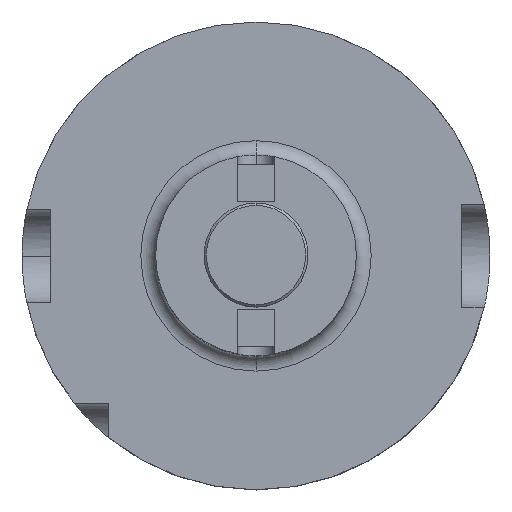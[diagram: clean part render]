
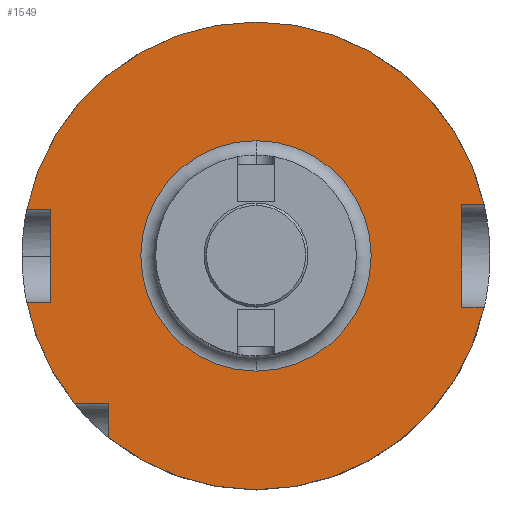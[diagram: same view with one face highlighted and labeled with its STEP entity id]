
A CAD part, top view. The second image highlights one B-rep face of the part: STEP entity #1549.
In plain terms, the highlighted planar face has unit normal (0, 0, 1).
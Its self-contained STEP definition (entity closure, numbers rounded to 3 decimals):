
#5 = FACE_BOUND ( 'NONE', #1884, .T. ) ;
#48 = FACE_OUTER_BOUND ( 'NONE', #1181, .T. ) ;
#89 = AXIS2_PLACEMENT_3D ( 'NONE', #1423, #324, #3119 ) ;
#99 = CIRCLE ( 'NONE', #1449, 50. ) ;
#127 = AXIS2_PLACEMENT_3D ( 'NONE', #2872, #737, #1822 ) ;
#157 = CARTESIAN_POINT ( 'NONE',  ( 48.775, 11., 29. ) ) ;
#245 = AXIS2_PLACEMENT_3D ( 'NONE', #662, #3186, #640 ) ;
#268 = VECTOR ( 'NONE', #2612, 1000. ) ;
#269 = EDGE_CURVE ( 'NONE', #3280, #3271, #2179, .T. ) ;
#291 = DIRECTION ( 'NONE',  ( 0., 0., -1. ) ) ;
#300 = ORIENTED_EDGE ( 'NONE', *, *, #1094, .F. ) ;
#310 = ORIENTED_EDGE ( 'NONE', *, *, #2659, .F. ) ;
#322 = VERTEX_POINT ( 'NONE', #1156 ) ;
#324 = DIRECTION ( 'NONE',  ( 0., 0., -1. ) ) ;
#328 = CARTESIAN_POINT ( 'NONE',  ( 0., 11., 29. ) ) ;
#337 = CIRCLE ( 'NONE', #127, 50. ) ;
#343 = EDGE_CURVE ( 'NONE', #2327, #1418, #99, .T. ) ;
#462 = CARTESIAN_POINT ( 'NONE',  ( 0., 0., 29. ) ) ;
#473 = ORIENTED_EDGE ( 'NONE', *, *, #1859, .F. ) ;
#509 = CARTESIAN_POINT ( 'NONE',  ( 0., 10., 29. ) ) ;
#510 = DIRECTION ( 'NONE',  ( 0., -1., 0. ) ) ;
#548 = CARTESIAN_POINT ( 'NONE',  ( 48.775, -11., 29. ) ) ;
#555 = EDGE_CURVE ( 'NONE', #963, #1838, #2636, .T. ) ;
#563 = DIRECTION ( 'NONE',  ( 1., 0., 0. ) ) ;
#622 = CARTESIAN_POINT ( 'NONE',  ( 44., -11., 29. ) ) ;
#640 = DIRECTION ( 'NONE',  ( 0., -1., 0. ) ) ;
#645 = AXIS2_PLACEMENT_3D ( 'NONE', #462, #2423, #1567 ) ;
#662 = CARTESIAN_POINT ( 'NONE',  ( 0., 0., 29. ) ) ;
#686 = VERTEX_POINT ( 'NONE', #897 ) ;
#737 = DIRECTION ( 'NONE',  ( 0., 0., -1. ) ) ;
#762 = VECTOR ( 'NONE', #3564, 1000. ) ;
#799 = CIRCLE ( 'NONE', #89, 50. ) ;
#815 = CARTESIAN_POINT ( 'NONE',  ( -38.83, -31.5, 29. ) ) ;
#846 = EDGE_CURVE ( 'NONE', #1310, #1397, #3215, .T. ) ;
#857 = DIRECTION ( 'NONE',  ( 0., 0., -1. ) ) ;
#858 = CARTESIAN_POINT ( 'NONE',  ( 0., -24.633, 29. ) ) ;
#889 = EDGE_CURVE ( 'NONE', #3131, #1199, #2452, .T. ) ;
#897 = CARTESIAN_POINT ( 'NONE',  ( 44., -11., 29. ) ) ;
#901 = CARTESIAN_POINT ( 'NONE',  ( 0., -31.5, 29. ) ) ;
#963 = VERTEX_POINT ( 'NONE', #3217 ) ;
#976 = CIRCLE ( 'NONE', #645, 50. ) ;
#1007 = ORIENTED_EDGE ( 'NONE', *, *, #269, .T. ) ;
#1068 = ORIENTED_EDGE ( 'NONE', *, *, #1665, .F. ) ;
#1094 = EDGE_CURVE ( 'NONE', #1838, #2168, #976, .T. ) ;
#1107 = DIRECTION ( 'NONE',  ( -1., 0., 0. ) ) ;
#1140 = LINE ( 'NONE', #3379, #1674 ) ;
#1156 = CARTESIAN_POINT ( 'NONE',  ( -48.99, -10., 29. ) ) ;
#1166 = EDGE_CURVE ( 'NONE', #1199, #3131, #2180, .T. ) ;
#1181 = EDGE_LOOP ( 'NONE', ( #3247, #2218, #2924, #3504, #473, #1007, #310, #300, #2108, #1545, #1068, #2006 ) ) ;
#1199 = VERTEX_POINT ( 'NONE', #858 ) ;
#1200 = CARTESIAN_POINT ( 'NONE',  ( 0., 24.633, 29. ) ) ;
#1310 = VERTEX_POINT ( 'NONE', #3518 ) ;
#1373 = VECTOR ( 'NONE', #563, 1000. ) ;
#1397 = VERTEX_POINT ( 'NONE', #815 ) ;
#1418 = VERTEX_POINT ( 'NONE', #2766 ) ;
#1423 = CARTESIAN_POINT ( 'NONE',  ( 0., 0., 29. ) ) ;
#1442 = CARTESIAN_POINT ( 'NONE',  ( 0., 0., 29. ) ) ;
#1449 = AXIS2_PLACEMENT_3D ( 'NONE', #1442, #857, #2239 ) ;
#1479 = VECTOR ( 'NONE', #1107, 1000. ) ;
#1491 = PLANE ( 'NONE',  #1587 ) ;
#1502 = LINE ( 'NONE', #2413, #762 ) ;
#1545 = ORIENTED_EDGE ( 'NONE', *, *, #2972, .T. ) ;
#1549 = ADVANCED_FACE ( 'NONE', ( #5, #48 ), #1491, .T. ) ;
#1567 = DIRECTION ( 'NONE',  ( 0., 1., 0. ) ) ;
#1587 = AXIS2_PLACEMENT_3D ( 'NONE', #2940, #3484, #1781 ) ;
#1638 = CARTESIAN_POINT ( 'NONE',  ( 0., 50., 29. ) ) ;
#1665 = EDGE_CURVE ( 'NONE', #322, #1881, #1502, .T. ) ;
#1674 = VECTOR ( 'NONE', #1693, 1000. ) ;
#1685 = DIRECTION ( 'NONE',  ( 0., -1., 0. ) ) ;
#1693 = DIRECTION ( 'NONE',  ( 0., 1., 0. ) ) ;
#1735 = CARTESIAN_POINT ( 'NONE',  ( -44., -10., 29. ) ) ;
#1781 = DIRECTION ( 'NONE',  ( 0., -1., 0. ) ) ;
#1822 = DIRECTION ( 'NONE',  ( 0., 1., 0. ) ) ;
#1838 = VERTEX_POINT ( 'NONE', #3373 ) ;
#1859 = EDGE_CURVE ( 'NONE', #3280, #686, #2948, .T. ) ;
#1881 = VERTEX_POINT ( 'NONE', #1735 ) ;
#1884 = EDGE_LOOP ( 'NONE', ( #2942, #2859 ) ) ;
#1951 = CARTESIAN_POINT ( 'NONE',  ( 0., 0., 29. ) ) ;
#1952 = CARTESIAN_POINT ( 'NONE',  ( 0., -11., 29. ) ) ;
#2006 = ORIENTED_EDGE ( 'NONE', *, *, #2460, .F. ) ;
#2034 = EDGE_CURVE ( 'NONE', #1418, #1310, #1140, .T. ) ;
#2108 = ORIENTED_EDGE ( 'NONE', *, *, #555, .F. ) ;
#2168 = VERTEX_POINT ( 'NONE', #1638 ) ;
#2179 = LINE ( 'NONE', #328, #1373 ) ;
#2180 = CIRCLE ( 'NONE', #3481, 24.633 ) ;
#2204 = LINE ( 'NONE', #2232, #2967 ) ;
#2218 = ORIENTED_EDGE ( 'NONE', *, *, #2034, .F. ) ;
#2232 = CARTESIAN_POINT ( 'NONE',  ( -44., -10., 29. ) ) ;
#2239 = DIRECTION ( 'NONE',  ( 0., 1., 0. ) ) ;
#2327 = VERTEX_POINT ( 'NONE', #548 ) ;
#2413 = CARTESIAN_POINT ( 'NONE',  ( 0., -10., 29. ) ) ;
#2423 = DIRECTION ( 'NONE',  ( 0., 0., -1. ) ) ;
#2452 = CIRCLE ( 'NONE', #245, 24.633 ) ;
#2460 = EDGE_CURVE ( 'NONE', #1397, #322, #799, .T. ) ;
#2612 = DIRECTION ( 'NONE',  ( -1., 0., 0. ) ) ;
#2636 = LINE ( 'NONE', #509, #3569 ) ;
#2659 = EDGE_CURVE ( 'NONE', #2168, #3271, #337, .T. ) ;
#2766 = CARTESIAN_POINT ( 'NONE',  ( -31.5, -38.83, 29. ) ) ;
#2859 = ORIENTED_EDGE ( 'NONE', *, *, #889, .T. ) ;
#2872 = CARTESIAN_POINT ( 'NONE',  ( 0., 0., 29. ) ) ;
#2915 = EDGE_CURVE ( 'NONE', #2327, #686, #2935, .T. ) ;
#2924 = ORIENTED_EDGE ( 'NONE', *, *, #343, .F. ) ;
#2935 = LINE ( 'NONE', #1952, #1479 ) ;
#2940 = CARTESIAN_POINT ( 'NONE',  ( 0., 21.463, 29. ) ) ;
#2942 = ORIENTED_EDGE ( 'NONE', *, *, #1166, .T. ) ;
#2948 = LINE ( 'NONE', #622, #3078 ) ;
#2965 = CARTESIAN_POINT ( 'NONE',  ( 44., 11., 29. ) ) ;
#2967 = VECTOR ( 'NONE', #510, 1000. ) ;
#2972 = EDGE_CURVE ( 'NONE', #963, #1881, #2204, .T. ) ;
#3060 = DIRECTION ( 'NONE',  ( -1., 0., 0. ) ) ;
#3078 = VECTOR ( 'NONE', #3130, 1000. ) ;
#3119 = DIRECTION ( 'NONE',  ( 0., 1., 0. ) ) ;
#3130 = DIRECTION ( 'NONE',  ( 0., -1., 0. ) ) ;
#3131 = VERTEX_POINT ( 'NONE', #1200 ) ;
#3186 = DIRECTION ( 'NONE',  ( 0., 0., -1. ) ) ;
#3215 = LINE ( 'NONE', #901, #268 ) ;
#3217 = CARTESIAN_POINT ( 'NONE',  ( -44., 10., 29. ) ) ;
#3247 = ORIENTED_EDGE ( 'NONE', *, *, #846, .F. ) ;
#3271 = VERTEX_POINT ( 'NONE', #157 ) ;
#3280 = VERTEX_POINT ( 'NONE', #2965 ) ;
#3373 = CARTESIAN_POINT ( 'NONE',  ( -48.99, 10., 29. ) ) ;
#3379 = CARTESIAN_POINT ( 'NONE',  ( -31.5, 21.463, 29. ) ) ;
#3481 = AXIS2_PLACEMENT_3D ( 'NONE', #1951, #291, #1685 ) ;
#3484 = DIRECTION ( 'NONE',  ( 0., 0., 1. ) ) ;
#3504 = ORIENTED_EDGE ( 'NONE', *, *, #2915, .T. ) ;
#3518 = CARTESIAN_POINT ( 'NONE',  ( -31.5, -31.5, 29. ) ) ;
#3564 = DIRECTION ( 'NONE',  ( 1., 0., 0. ) ) ;
#3569 = VECTOR ( 'NONE', #3060, 1000. ) ;
